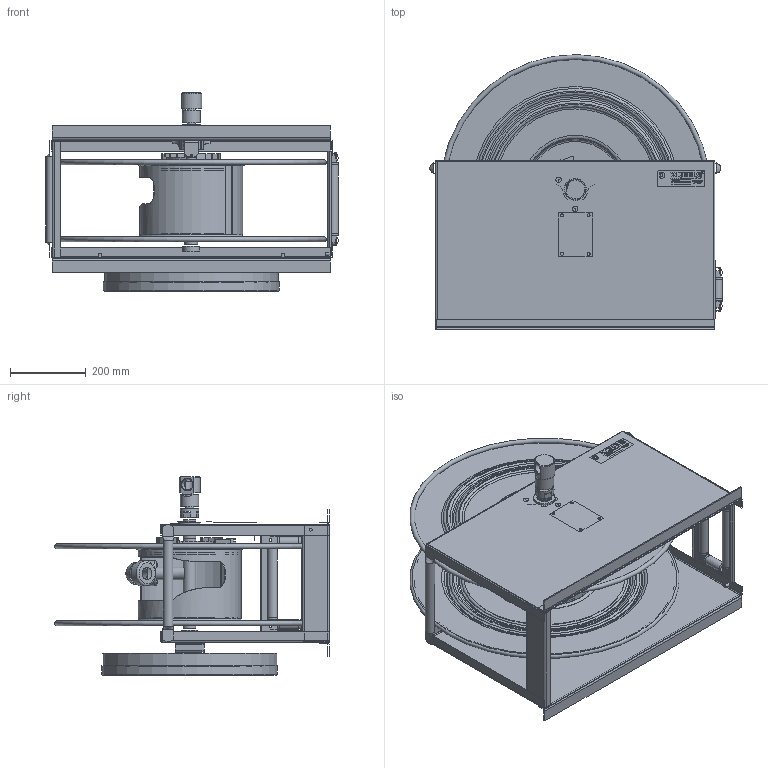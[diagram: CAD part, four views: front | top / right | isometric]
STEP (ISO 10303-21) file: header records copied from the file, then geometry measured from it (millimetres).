
FILE_DESCRIPTION((''),'2;1');
FILE_NAME('SLPL-675_SHARED.stp','2012-10-03T09:27:04',('JKucera'),(''),'Autodesk Inventor 2013','Autodesk Inventor 2013','');
FILE_SCHEMA(('AUTOMOTIVE_DESIGN { 1 0 10303 214 1 1 1 1 }'));
Length unit declared in the file: inch
Products named in the file (1): SLPL-675_SHARED
Bounding box: 770.61 x 723.89 x 523.07 mm (x, y, z)
Surface area: 4063522.1 mm2 (no closed solid volume)
Topology: 0 solids, 94 shells, 212 faces, 1488 edges, 1330 vertices
Faces by surface type: plane 100, cylinder 60, torus 43, bspline 5, cone 4
Full cylindrical faces by diameter (mm): 7.938 x4, 22.225 x1, 25.4 x15, 28.956 x1, 33.223 x2, 33.401 x2, 41.275 x1, 44.323 x1, 48.768 x2, 57.125 x1, 460.248 x1, 464.82 x1
Entity records: 15584 total; most frequent: CARTESIAN_POINT 4973, DIRECTION 1724, ORIENTED_EDGE 1541, EDGE_CURVE 1394, VERTEX_POINT 1315, VECTOR 620, LINE 620, AXIS2_PLACEMENT_3D 552
